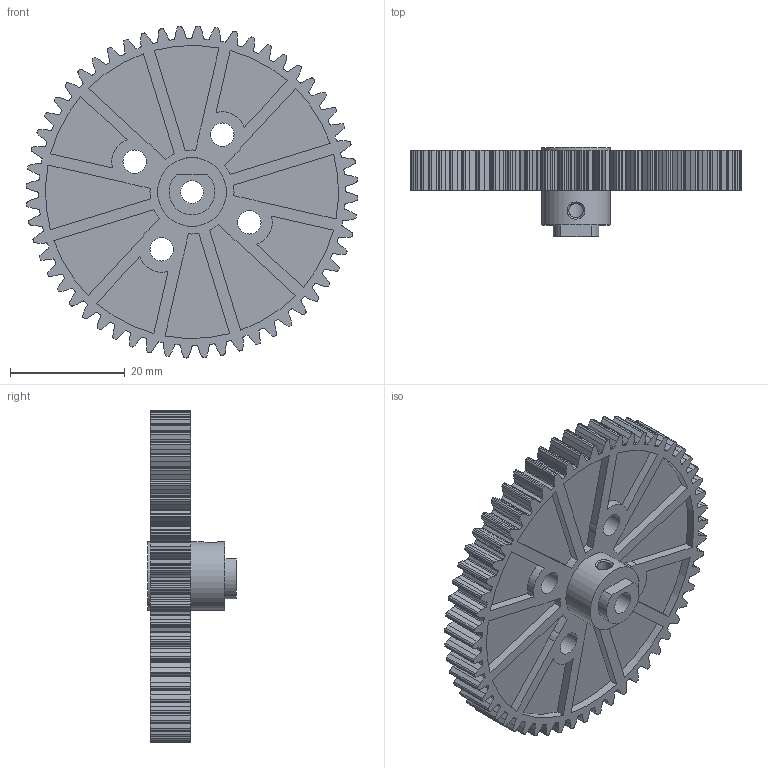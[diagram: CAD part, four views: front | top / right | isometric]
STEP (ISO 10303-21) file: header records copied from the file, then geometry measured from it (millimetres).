
FILE_DESCRIPTION(/* description */ (''),/* implementation_level */ '2;1');
FILE_NAME(/* name */ 'Matrix_12-0056.iam.stp',/* time_stamp */ '2014-12-18T17:48:49-08:00',/* author */ ('Autodesk Inc.'),/* organization */ ('Autodesk Inc.'),/* preprocessor_version */ 'ST-DEVELOPER v15.6',/* originating_system */ 'Autodesk Inventor 2015',/* authorisation */ '');
FILE_SCHEMA (('AUTOMOTIVE_DESIGN { 1 0 10303 214 3 1 1 }'));
Length unit declared in the file: millimetre
Products named in the file (3): Matrix_12-0056_Gear; Matrix_12-0056_Insert; Matrix_12-0056
Assembly tree (2 placements, depth 2):
  Matrix_12-0056
    Matrix_12-0056_Gear
    Matrix_12-0056_Insert
Bounding box: 57.87 x 15.5 x 57.87 mm (x, y, z)
Volume: 13250.8 mm3; surface area: 10174.1 mm2
Topology: 2 solids, 2 shells, 729 faces, 2099 edges, 1399 vertices
Faces by surface type: plane 374, cylinder 353, bspline 2
Full cylindrical faces by diameter (mm): 2.5 x1, 4 x1, 4.078 x4, 12 x2
Entity records: 24402 total; most frequent: CARTESIAN_POINT 4493, DIRECTION 4254, ORIENTED_EDGE 4182, EDGE_CURVE 2091, AXIS2_PLACEMENT_3D 1436, VERTEX_POINT 1399, LINE 1382, VECTOR 1382
